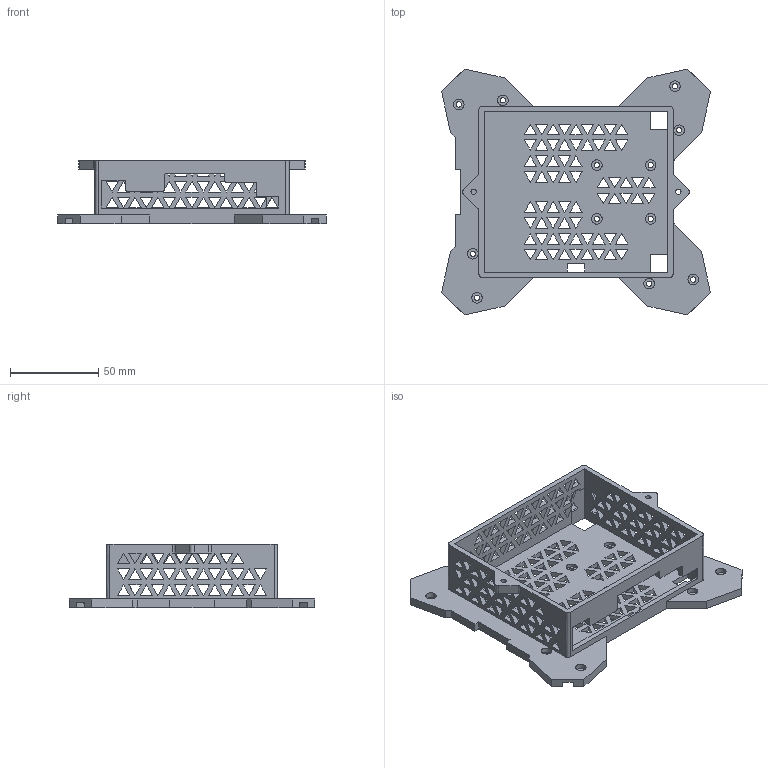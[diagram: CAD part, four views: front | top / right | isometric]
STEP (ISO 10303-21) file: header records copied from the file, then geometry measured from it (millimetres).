
FILE_DESCRIPTION(/* description */ ('STEP AP242','CAx-IF Rec.Pracs.---Representation and Presentation of Product Manufacturing Information (PMI)---4.0---2014-10-13','CAx-IF Rec.Pracs.---3D Tessellated Geometry---0.4---2014-09-14','2;1'),/* implementation_level */ '2;1');
FILE_NAME(/* name */ '66366128ea7d80165f2c236c',/* time_stamp */ '2024-05-04T16:24:09Z',/* author */ (''),/* organization */ (''),/* preprocessor_version */ 'ST-DEVELOPER v20',/* originating_system */ ' ',/* authorisation */ ' ');
FILE_SCHEMA (('AP242_MANAGED_MODEL_BASED_3D_ENGINEERING_MIM_LF { 1 0 10303 442 1 1 4 }'));
Length unit declared in the file: metre
Products named in the file (1): Computer Base
Bounding box: 152.37 x 139.37 x 36 mm (x, y, z)
Volume: 78350 mm3; surface area: 63058 mm2
Topology: 1 solids, 1 shells, 718 faces, 2171 edges, 1448 vertices
Faces by surface type: plane 671, cylinder 26, bspline 21
Full cylindrical faces by diameter (mm): 3 x14, 6 x12
Entity records: 25293 total; most frequent: CARTESIAN_POINT 5271, ORIENTED_EDGE 4286, DIRECTION 3507, EDGE_CURVE 2143, LINE 2007, VECTOR 2007, VERTEX_POINT 1446, EDGE_LOOP 1139
